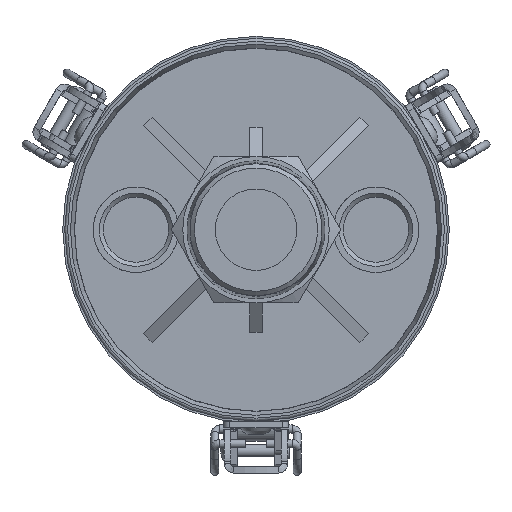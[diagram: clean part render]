
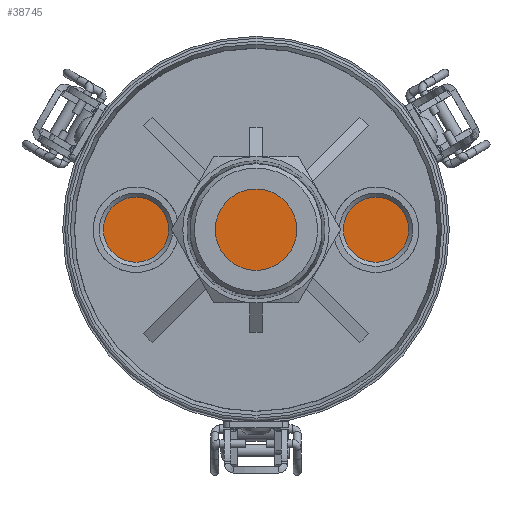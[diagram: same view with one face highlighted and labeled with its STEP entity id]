
A CAD part, front view. The second image highlights one B-rep face of the part: STEP entity #38745.
In plain terms, the highlighted planar face has unit normal (0, -1, 0).
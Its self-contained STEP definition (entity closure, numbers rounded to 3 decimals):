
#648 = EDGE_CURVE ( 'NONE', #32476, #32476, #911, .T. ) ;
#911 = CIRCLE ( 'NONE', #17556, 2.05 ) ;
#1719 = DIRECTION ( 'NONE',  ( 0.5, 0., -0.866 ) ) ;
#1822 = EDGE_CURVE ( 'NONE', #22689, #22689, #34799, .T. ) ;
#2884 = VERTEX_POINT ( 'NONE', #42449 ) ;
#3120 = CARTESIAN_POINT ( 'NONE',  ( -19.5, 215., 33.775 ) ) ;
#3146 = CIRCLE ( 'NONE', #6594, 2.05 ) ;
#4180 = VERTEX_POINT ( 'NONE', #27619 ) ;
#4385 = DIRECTION ( 'NONE',  ( 0., 1., 0. ) ) ;
#6575 = DIRECTION ( 'NONE',  ( 0., 1., 0. ) ) ;
#6594 = AXIS2_PLACEMENT_3D ( 'NONE', #17432, #20480, #16818 ) ;
#6905 = CARTESIAN_POINT ( 'NONE',  ( -29.286, 215., 19.275 ) ) ;
#7667 = EDGE_CURVE ( 'NONE', #4180, #4180, #3146, .T. ) ;
#7723 = EDGE_CURVE ( 'NONE', #27847, #27847, #34317, .T. ) ;
#8142 = ORIENTED_EDGE ( 'NONE', *, *, #7667, .T. ) ;
#9866 = CARTESIAN_POINT ( 'NONE',  ( -21.651, 215., 12.5 ) ) ;
#10318 = EDGE_LOOP ( 'NONE', ( #24645 ) ) ;
#10747 = DIRECTION ( 'NONE',  ( 0., 1., 0. ) ) ;
#10914 = EDGE_LOOP ( 'NONE', ( #30247 ) ) ;
#11518 = CARTESIAN_POINT ( 'NONE',  ( 0., 215., 0. ) ) ;
#11862 = AXIS2_PLACEMENT_3D ( 'NONE', #34734, #28650, #42169 ) ;
#12795 = CIRCLE ( 'NONE', #37075, 39. ) ;
#13673 = VERTEX_POINT ( 'NONE', #6905 ) ;
#14023 = DIRECTION ( 'NONE',  ( 0., -1., 0. ) ) ;
#14931 = AXIS2_PLACEMENT_3D ( 'NONE', #18284, #4385, #30917 ) ;
#15594 = EDGE_CURVE ( 'NONE', #2884, #2884, #41314, .T. ) ;
#16818 = DIRECTION ( 'NONE',  ( 0.5, 0., -0.866 ) ) ;
#16861 = EDGE_LOOP ( 'NONE', ( #27471 ) ) ;
#16993 = DIRECTION ( 'NONE',  ( 0.5, 0., -0.866 ) ) ;
#17190 = FACE_OUTER_BOUND ( 'NONE', #32680, .T. ) ;
#17432 = CARTESIAN_POINT ( 'NONE',  ( 21.651, 215., 12.5 ) ) ;
#17556 = AXIS2_PLACEMENT_3D ( 'NONE', #28565, #36323, #16993 ) ;
#18228 = DIRECTION ( 'NONE',  ( 0., 1., 0. ) ) ;
#18284 = CARTESIAN_POINT ( 'NONE',  ( 0., 215., -25. ) ) ;
#20480 = DIRECTION ( 'NONE',  ( 0., 1., 0. ) ) ;
#20706 = DIRECTION ( 'NONE',  ( -0.5, 0., 0.866 ) ) ;
#20900 = DIRECTION ( 'NONE',  ( -1., 0., 0. ) ) ;
#21912 = FACE_BOUND ( 'NONE', #24805, .T. ) ;
#22117 = FACE_BOUND ( 'NONE', #24146, .T. ) ;
#22689 = VERTEX_POINT ( 'NONE', #42067 ) ;
#24146 = EDGE_LOOP ( 'NONE', ( #8142 ) ) ;
#24519 = AXIS2_PLACEMENT_3D ( 'NONE', #11518, #18228, #1719 ) ;
#24645 = ORIENTED_EDGE ( 'NONE', *, *, #15594, .T. ) ;
#24805 = EDGE_LOOP ( 'NONE', ( #25356 ) ) ;
#25356 = ORIENTED_EDGE ( 'NONE', *, *, #7723, .T. ) ;
#26842 = EDGE_LOOP ( 'NONE', ( #40414 ) ) ;
#27402 = DIRECTION ( 'NONE',  ( 0.5, 0., 0.866 ) ) ;
#27471 = ORIENTED_EDGE ( 'NONE', *, *, #29001, .T. ) ;
#27619 = CARTESIAN_POINT ( 'NONE',  ( 22.676, 215., 10.725 ) ) ;
#27847 = VERTEX_POINT ( 'NONE', #37882 ) ;
#28565 = CARTESIAN_POINT ( 'NONE',  ( 30.311, 215., 17.5 ) ) ;
#28650 = DIRECTION ( 'NONE',  ( 0., 1., 0. ) ) ;
#29001 = EDGE_CURVE ( 'NONE', #13673, #13673, #37532, .T. ) ;
#30247 = ORIENTED_EDGE ( 'NONE', *, *, #648, .T. ) ;
#30311 = CARTESIAN_POINT ( 'NONE',  ( 0., 215., 0. ) ) ;
#30917 = DIRECTION ( 'NONE',  ( -1., 0., 0. ) ) ;
#31411 = AXIS2_PLACEMENT_3D ( 'NONE', #9866, #6575, #27402 ) ;
#31623 = CARTESIAN_POINT ( 'NONE',  ( 31.336, 215., 15.725 ) ) ;
#31694 = PLANE ( 'NONE',  #24519 ) ;
#32476 = VERTEX_POINT ( 'NONE', #31623 ) ;
#32680 = EDGE_LOOP ( 'NONE', ( #37305 ) ) ;
#32873 = VERTEX_POINT ( 'NONE', #3120 ) ;
#34317 = CIRCLE ( 'NONE', #39948, 2.05 ) ;
#34734 = CARTESIAN_POINT ( 'NONE',  ( -30.311, 215., 17.5 ) ) ;
#34799 = CIRCLE ( 'NONE', #31411, 2.05 ) ;
#34927 = FACE_BOUND ( 'NONE', #16861, .T. ) ;
#35152 = FACE_BOUND ( 'NONE', #10914, .T. ) ;
#36323 = DIRECTION ( 'NONE',  ( 0., 1., 0. ) ) ;
#37075 = AXIS2_PLACEMENT_3D ( 'NONE', #30311, #14023, #20706 ) ;
#37305 = ORIENTED_EDGE ( 'NONE', *, *, #39288, .T. ) ;
#37532 = CIRCLE ( 'NONE', #11862, 2.05 ) ;
#37882 = CARTESIAN_POINT ( 'NONE',  ( -2.05, 215., -35. ) ) ;
#38216 = FACE_BOUND ( 'NONE', #26842, .T. ) ;
#38745 = ADVANCED_FACE ( 'NONE', ( #38216, #34927, #41282, #21912, #22117, #35152, #17190 ), #31694, .F. ) ;
#39288 = EDGE_CURVE ( 'NONE', #32873, #32873, #12795, .T. ) ;
#39948 = AXIS2_PLACEMENT_3D ( 'NONE', #40513, #10747, #20900 ) ;
#40414 = ORIENTED_EDGE ( 'NONE', *, *, #1822, .T. ) ;
#40513 = CARTESIAN_POINT ( 'NONE',  ( 0., 215., -35. ) ) ;
#41282 = FACE_BOUND ( 'NONE', #10318, .T. ) ;
#41314 = CIRCLE ( 'NONE', #14931, 2.05 ) ;
#42067 = CARTESIAN_POINT ( 'NONE',  ( -20.626, 215., 14.275 ) ) ;
#42169 = DIRECTION ( 'NONE',  ( 0.5, 0., 0.866 ) ) ;
#42449 = CARTESIAN_POINT ( 'NONE',  ( -2.05, 215., -25. ) ) ;
